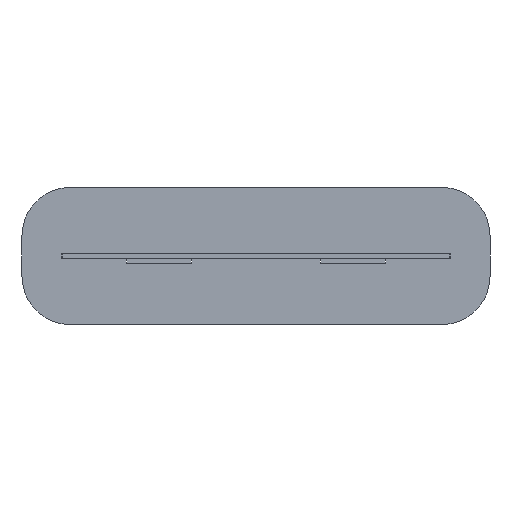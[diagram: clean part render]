
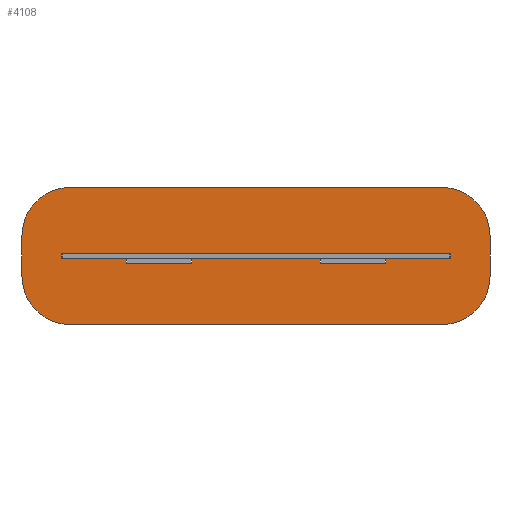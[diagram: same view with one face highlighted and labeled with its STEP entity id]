
A CAD part, front view. The second image highlights one B-rep face of the part: STEP entity #4108.
In plain terms, the highlighted planar face has unit normal (0, -1, 0).
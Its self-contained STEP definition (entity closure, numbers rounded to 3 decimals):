
#25=FACE_BOUND('',#770,.T.);
#339=CIRCLE('',#4307,30.);
#340=CIRCLE('',#4309,30.);
#341=CIRCLE('',#4310,30.);
#342=CIRCLE('',#4311,30.);
#534=FACE_OUTER_BOUND('',#769,.T.);
#769=EDGE_LOOP('',(#3477,#3478,#3479,#3480,#3481,#3482,#3483,#3484));
#770=EDGE_LOOP('',(#3485,#3486,#3487,#3488,#3489,#3490,#3491,#3492,#3493,
#3494,#3495,#3496));
#1077=LINE('',#7640,#1468);
#1078=LINE('',#7644,#1469);
#1079=LINE('',#7648,#1470);
#1080=LINE('',#7651,#1471);
#1081=LINE('',#7654,#1472);
#1082=LINE('',#7656,#1473);
#1083=LINE('',#7658,#1474);
#1084=LINE('',#7660,#1475);
#1085=LINE('',#7662,#1476);
#1086=LINE('',#7664,#1477);
#1087=LINE('',#7666,#1478);
#1088=LINE('',#7668,#1479);
#1089=LINE('',#7670,#1480);
#1090=LINE('',#7672,#1481);
#1091=LINE('',#7674,#1482);
#1092=LINE('',#7675,#1483);
#1468=VECTOR('',#4868,10.);
#1469=VECTOR('',#4871,10.);
#1470=VECTOR('',#4874,10.);
#1471=VECTOR('',#4877,10.);
#1472=VECTOR('',#4878,10.);
#1473=VECTOR('',#4879,10.);
#1474=VECTOR('',#4880,10.);
#1475=VECTOR('',#4881,10.);
#1476=VECTOR('',#4882,10.);
#1477=VECTOR('',#4883,10.);
#1478=VECTOR('',#4884,10.);
#1479=VECTOR('',#4885,10.);
#1480=VECTOR('',#4886,10.);
#1481=VECTOR('',#4887,10.);
#1482=VECTOR('',#4888,10.);
#1483=VECTOR('',#4889,10.);
#1906=VERTEX_POINT('',#7633);
#1907=VERTEX_POINT('',#7635);
#1908=VERTEX_POINT('',#7639);
#1909=VERTEX_POINT('',#7641);
#1910=VERTEX_POINT('',#7643);
#1911=VERTEX_POINT('',#7645);
#1912=VERTEX_POINT('',#7647);
#1913=VERTEX_POINT('',#7649);
#1914=VERTEX_POINT('',#7652);
#1915=VERTEX_POINT('',#7653);
#1916=VERTEX_POINT('',#7655);
#1917=VERTEX_POINT('',#7657);
#1918=VERTEX_POINT('',#7659);
#1919=VERTEX_POINT('',#7661);
#1920=VERTEX_POINT('',#7663);
#1921=VERTEX_POINT('',#7665);
#1922=VERTEX_POINT('',#7667);
#1923=VERTEX_POINT('',#7669);
#1924=VERTEX_POINT('',#7671);
#1925=VERTEX_POINT('',#7673);
#2449=EDGE_CURVE('',#1906,#1907,#339,.T.);
#2451=EDGE_CURVE('',#1908,#1906,#1077,.T.);
#2452=EDGE_CURVE('',#1909,#1908,#340,.T.);
#2453=EDGE_CURVE('',#1910,#1909,#1078,.T.);
#2454=EDGE_CURVE('',#1911,#1910,#341,.T.);
#2455=EDGE_CURVE('',#1912,#1911,#1079,.T.);
#2456=EDGE_CURVE('',#1913,#1912,#342,.T.);
#2457=EDGE_CURVE('',#1907,#1913,#1080,.T.);
#2458=EDGE_CURVE('',#1914,#1915,#1081,.T.);
#2459=EDGE_CURVE('',#1915,#1916,#1082,.T.);
#2460=EDGE_CURVE('',#1916,#1917,#1083,.T.);
#2461=EDGE_CURVE('',#1917,#1918,#1084,.T.);
#2462=EDGE_CURVE('',#1918,#1919,#1085,.T.);
#2463=EDGE_CURVE('',#1919,#1920,#1086,.T.);
#2464=EDGE_CURVE('',#1920,#1921,#1087,.T.);
#2465=EDGE_CURVE('',#1921,#1922,#1088,.T.);
#2466=EDGE_CURVE('',#1922,#1923,#1089,.T.);
#2467=EDGE_CURVE('',#1923,#1924,#1090,.T.);
#2468=EDGE_CURVE('',#1924,#1925,#1091,.T.);
#2469=EDGE_CURVE('',#1925,#1914,#1092,.T.);
#3477=ORIENTED_EDGE('',*,*,#2449,.F.);
#3478=ORIENTED_EDGE('',*,*,#2451,.F.);
#3479=ORIENTED_EDGE('',*,*,#2452,.F.);
#3480=ORIENTED_EDGE('',*,*,#2453,.F.);
#3481=ORIENTED_EDGE('',*,*,#2454,.F.);
#3482=ORIENTED_EDGE('',*,*,#2455,.F.);
#3483=ORIENTED_EDGE('',*,*,#2456,.F.);
#3484=ORIENTED_EDGE('',*,*,#2457,.F.);
#3485=ORIENTED_EDGE('',*,*,#2458,.T.);
#3486=ORIENTED_EDGE('',*,*,#2459,.T.);
#3487=ORIENTED_EDGE('',*,*,#2460,.T.);
#3488=ORIENTED_EDGE('',*,*,#2461,.T.);
#3489=ORIENTED_EDGE('',*,*,#2462,.T.);
#3490=ORIENTED_EDGE('',*,*,#2463,.T.);
#3491=ORIENTED_EDGE('',*,*,#2464,.T.);
#3492=ORIENTED_EDGE('',*,*,#2465,.T.);
#3493=ORIENTED_EDGE('',*,*,#2466,.T.);
#3494=ORIENTED_EDGE('',*,*,#2467,.T.);
#3495=ORIENTED_EDGE('',*,*,#2468,.T.);
#3496=ORIENTED_EDGE('',*,*,#2469,.T.);
#3896=PLANE('',#4308);
#4108=ADVANCED_FACE('',(#534,#25),#3896,.T.);
#4307=AXIS2_PLACEMENT_3D('',#7636,#4863,#4864);
#4308=AXIS2_PLACEMENT_3D('',#7638,#4866,#4867);
#4309=AXIS2_PLACEMENT_3D('',#7642,#4869,#4870);
#4310=AXIS2_PLACEMENT_3D('',#7646,#4872,#4873);
#4311=AXIS2_PLACEMENT_3D('',#7650,#4875,#4876);
#4863=DIRECTION('center_axis',(0.,1.,0.));
#4864=DIRECTION('ref_axis',(-0.707,0.,0.707));
#4866=DIRECTION('center_axis',(0.,-1.,0.));
#4867=DIRECTION('ref_axis',(1.,0.,0.));
#4868=DIRECTION('',(0.,0.,1.));
#4869=DIRECTION('center_axis',(0.,1.,0.));
#4870=DIRECTION('ref_axis',(-0.707,0.,-0.707));
#4871=DIRECTION('',(-1.,0.,0.));
#4872=DIRECTION('center_axis',(0.,1.,0.));
#4873=DIRECTION('ref_axis',(0.707,0.,-0.707));
#4874=DIRECTION('',(0.,0.,-1.));
#4875=DIRECTION('center_axis',(0.,1.,0.));
#4876=DIRECTION('ref_axis',(0.707,0.,0.707));
#4877=DIRECTION('',(1.,0.,0.));
#4878=DIRECTION('',(0.,0.,-1.));
#4879=DIRECTION('',(-1.,0.,0.));
#4880=DIRECTION('',(0.,0.,1.));
#4881=DIRECTION('',(-1.,0.,0.));
#4882=DIRECTION('',(0.,0.,1.));
#4883=DIRECTION('',(1.,0.,0.));
#4884=DIRECTION('',(0.,0.,-1.));
#4885=DIRECTION('',(-1.,0.,0.));
#4886=DIRECTION('',(0.,0.,-1.));
#4887=DIRECTION('',(-1.,0.,0.));
#4888=DIRECTION('',(0.,0.,1.));
#4889=DIRECTION('',(-1.,0.,0.));
#7633=CARTESIAN_POINT('',(-291.097,-306.82,11.));
#7635=CARTESIAN_POINT('',(-261.097,-306.82,41.));
#7636=CARTESIAN_POINT('Origin',(-261.097,-306.82,11.));
#7638=CARTESIAN_POINT('Origin',(-146.097,-306.82,-1.5));
#7639=CARTESIAN_POINT('',(-291.097,-306.82,-14.));
#7640=CARTESIAN_POINT('',(-291.097,-306.82,-44.));
#7641=CARTESIAN_POINT('',(-261.097,-306.82,-44.));
#7642=CARTESIAN_POINT('Origin',(-261.097,-306.82,-14.));
#7643=CARTESIAN_POINT('',(-31.097,-306.82,-44.));
#7644=CARTESIAN_POINT('',(-1.097,-306.82,-44.));
#7645=CARTESIAN_POINT('',(-1.097,-306.82,-14.));
#7646=CARTESIAN_POINT('Origin',(-31.097,-306.82,-14.));
#7647=CARTESIAN_POINT('',(-1.097,-306.82,11.));
#7648=CARTESIAN_POINT('',(-1.097,-306.82,41.));
#7649=CARTESIAN_POINT('',(-31.097,-306.82,41.));
#7650=CARTESIAN_POINT('Origin',(-31.097,-306.82,11.));
#7651=CARTESIAN_POINT('',(-291.097,-306.82,41.));
#7652=CARTESIAN_POINT('',(-185.797,-306.82,-3.));
#7653=CARTESIAN_POINT('',(-185.797,-306.82,-6.));
#7654=CARTESIAN_POINT('',(-185.797,-306.82,-3.75));
#7655=CARTESIAN_POINT('',(-226.397,-306.82,-6.));
#7656=CARTESIAN_POINT('',(-176.097,-306.82,-6.));
#7657=CARTESIAN_POINT('',(-226.397,-306.82,-3.));
#7658=CARTESIAN_POINT('',(-226.397,-306.82,-3.75));
#7659=CARTESIAN_POINT('',(-266.397,-306.82,-3.));
#7660=CARTESIAN_POINT('',(-146.097,-306.82,-3.));
#7661=CARTESIAN_POINT('',(-266.397,-306.82,0.));
#7662=CARTESIAN_POINT('',(-266.397,-306.82,-0.75));
#7663=CARTESIAN_POINT('',(-25.797,-306.82,0.));
#7664=CARTESIAN_POINT('',(-146.097,-306.82,0.));
#7665=CARTESIAN_POINT('',(-25.797,-306.82,-3.));
#7666=CARTESIAN_POINT('',(-25.797,-306.82,-0.75));
#7667=CARTESIAN_POINT('',(-65.797,-306.82,-3.));
#7668=CARTESIAN_POINT('',(-146.097,-306.82,-3.));
#7669=CARTESIAN_POINT('',(-65.797,-306.82,-6.));
#7670=CARTESIAN_POINT('',(-65.797,-306.82,-3.75));
#7671=CARTESIAN_POINT('',(-106.397,-306.82,-6.));
#7672=CARTESIAN_POINT('',(-116.097,-306.82,-6.));
#7673=CARTESIAN_POINT('',(-106.397,-306.82,-3.));
#7674=CARTESIAN_POINT('',(-106.397,-306.82,-3.75));
#7675=CARTESIAN_POINT('',(-146.097,-306.82,-3.));
